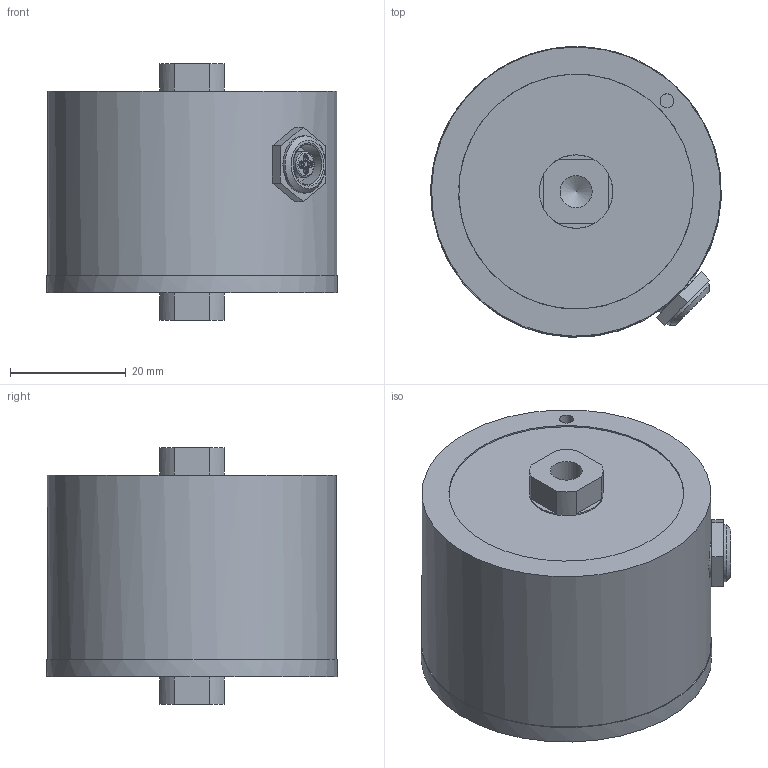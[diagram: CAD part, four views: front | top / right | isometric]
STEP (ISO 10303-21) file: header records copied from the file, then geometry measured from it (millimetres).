
FILE_DESCRIPTION((''),'2;1');
FILE_NAME('LCF300 Lemo.stp','2010-10-28T15:41:34',('thomasl'),(''),'Autodesk Inventor 2008','Autodesk Inventor 2008','');
FILE_SCHEMA(('AUTOMOTIVE_DESIGN { 1 0 10303 214 1 1 1 1 }'));
Length unit declared in the file: inch
Products named in the file (2): LCF300 Lemo; ~~PART1
Assembly tree (1 placements, depth 2):
  LCF300 Lemo
    ~~PART1
Bounding box: 50.26 x 50.25 x 44.45 mm (x, y, z)
Volume: 68815 mm3; surface area: 10758.2 mm2
Topology: 1 solids, 1 shells, 71 faces, 156 edges, 107 vertices
Faces by surface type: plane 43, cylinder 23, cone 3, torus 2
Full cylindrical faces by diameter (mm): 0.711 x4, 1.27 x4, 2.388 x2, 4.445 x1, 5.555 x2, 6.985 x1, 8.89 x1, 9.906 x1, 12.7 x2, 40.64 x2, 50.038 x1, 50.292 x1
Entity records: 1892 total; most frequent: CARTESIAN_POINT 403, DIRECTION 314, ORIENTED_EDGE 234, AXIS2_PLACEMENT_3D 132, EDGE_LOOP 118, EDGE_CURVE 117, VERTEX_POINT 95, FACE_OUTER_BOUND 71
